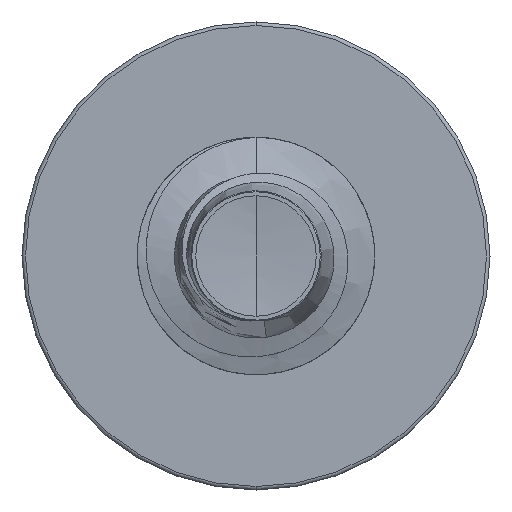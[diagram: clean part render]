
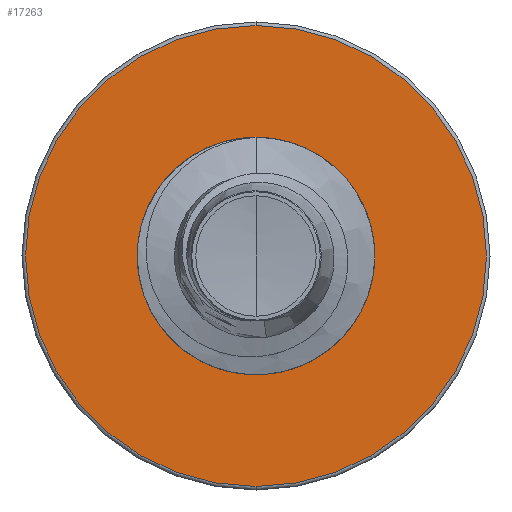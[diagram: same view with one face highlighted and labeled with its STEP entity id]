
A CAD part, front view. The second image highlights one B-rep face of the part: STEP entity #17263.
In plain terms, the highlighted planar face has unit normal (0, -1, 0).
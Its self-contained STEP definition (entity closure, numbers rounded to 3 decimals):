
#453 = CIRCLE ( 'NONE', #20303, 3.397 ) ;
#560 = DIRECTION ( 'NONE',  ( 0., 1., 0. ) ) ;
#1612 = DIRECTION ( 'NONE',  ( 0., 0., 1. ) ) ;
#2526 = VERTEX_POINT ( 'NONE', #6677 ) ;
#3456 = CARTESIAN_POINT ( 'NONE',  ( 0., 16., -1.722 ) ) ;
#3697 = CIRCLE ( 'NONE', #7236, 3.397 ) ;
#4496 = DIRECTION ( 'NONE',  ( 0., 1., 0. ) ) ;
#4550 = AXIS2_PLACEMENT_3D ( 'NONE', #24148, #12819, #1612 ) ;
#5026 = AXIS2_PLACEMENT_3D ( 'NONE', #15762, #4496, #17650 ) ;
#5880 = ORIENTED_EDGE ( 'NONE', *, *, #11778, .F. ) ;
#6391 = CIRCLE ( 'NONE', #4550, 1.722 ) ;
#6677 = CARTESIAN_POINT ( 'NONE',  ( 0., 16., 3.398 ) ) ;
#7236 = AXIS2_PLACEMENT_3D ( 'NONE', #19870, #8619, #21766 ) ;
#8501 = AXIS2_PLACEMENT_3D ( 'NONE', #3456, #20410, #13308 ) ;
#8619 = DIRECTION ( 'NONE',  ( 0., 1., 0. ) ) ;
#10547 = EDGE_CURVE ( 'NONE', #20936, #2526, #453, .T. ) ;
#11778 = EDGE_CURVE ( 'NONE', #2526, #20936, #3697, .T. ) ;
#11799 = CARTESIAN_POINT ( 'NONE',  ( 0., 16., 0. ) ) ;
#12180 = FACE_BOUND ( 'NONE', #20776, .T. ) ;
#12819 = DIRECTION ( 'NONE',  ( 0., 1., 0. ) ) ;
#12878 = CARTESIAN_POINT ( 'NONE',  ( 0., 16., -3.397 ) ) ;
#13224 = VERTEX_POINT ( 'NONE', #18552 ) ;
#13308 = DIRECTION ( 'NONE',  ( 0., 0., 1. ) ) ;
#13682 = CIRCLE ( 'NONE', #5026, 1.722 ) ;
#13697 = DIRECTION ( 'NONE',  ( 0., 0., 1. ) ) ;
#14885 = EDGE_LOOP ( 'NONE', ( #5880, #14966 ) ) ;
#14964 = ORIENTED_EDGE ( 'NONE', *, *, #24438, .T. ) ;
#14966 = ORIENTED_EDGE ( 'NONE', *, *, #10547, .F. ) ;
#15762 = CARTESIAN_POINT ( 'NONE',  ( 0., 16., 0. ) ) ;
#17263 = ADVANCED_FACE ( 'NONE', ( #17820, #12180 ), #18766, .F. ) ;
#17650 = DIRECTION ( 'NONE',  ( 0., 0., 1. ) ) ;
#17784 = CARTESIAN_POINT ( 'NONE',  ( 0., 16., 1.722 ) ) ;
#17820 = FACE_OUTER_BOUND ( 'NONE', #14885, .T. ) ;
#18552 = CARTESIAN_POINT ( 'NONE',  ( 0., 16., -1.722 ) ) ;
#18766 = PLANE ( 'NONE',  #8501 ) ;
#19452 = VERTEX_POINT ( 'NONE', #17784 ) ;
#19870 = CARTESIAN_POINT ( 'NONE',  ( 0., 16., 0. ) ) ;
#20303 = AXIS2_PLACEMENT_3D ( 'NONE', #11799, #560, #13697 ) ;
#20410 = DIRECTION ( 'NONE',  ( 0., 1., 0. ) ) ;
#20776 = EDGE_LOOP ( 'NONE', ( #23841, #14964 ) ) ;
#20936 = VERTEX_POINT ( 'NONE', #12878 ) ;
#21766 = DIRECTION ( 'NONE',  ( 0., 0., 1. ) ) ;
#22843 = EDGE_CURVE ( 'NONE', #19452, #13224, #13682, .T. ) ;
#23841 = ORIENTED_EDGE ( 'NONE', *, *, #22843, .T. ) ;
#24148 = CARTESIAN_POINT ( 'NONE',  ( 0., 16., 0. ) ) ;
#24438 = EDGE_CURVE ( 'NONE', #13224, #19452, #6391, .T. ) ;
